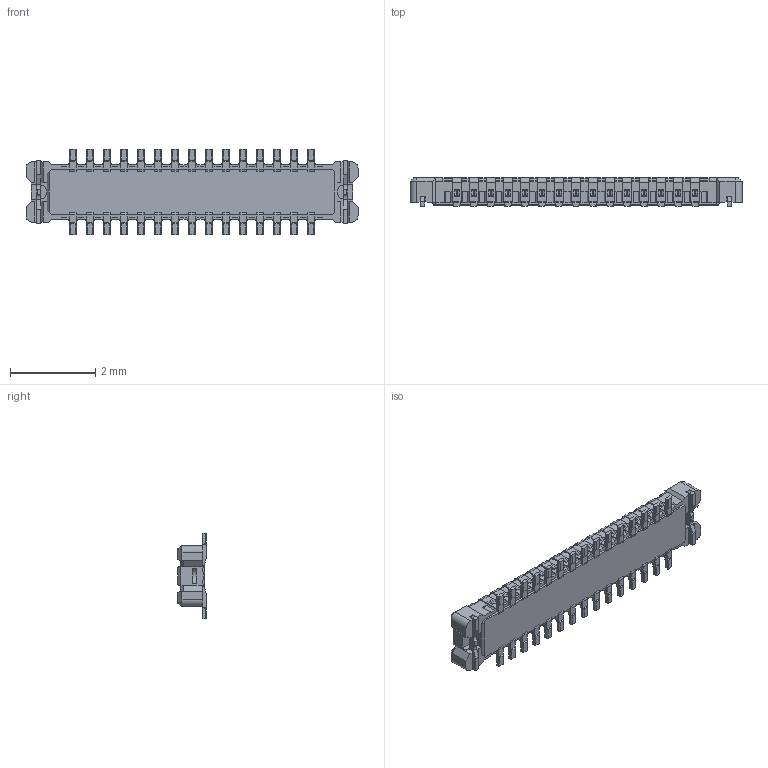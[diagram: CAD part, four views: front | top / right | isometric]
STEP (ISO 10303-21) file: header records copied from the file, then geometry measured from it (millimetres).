
FILE_DESCRIPTION((''),'2;1');
FILE_NAME('P-I-Y','2017-01-19T',('eng305'),(''),'PRO/ENGINEER BY PARAMETRIC TECHNOLOGY CORPORATION, 2010280','PRO/ENGINEER BY PARAMETRIC TECHNOLOGY CORPORATION, 2010280','');
FILE_SCHEMA(('CONFIG_CONTROL_DESIGN', 'GEOMETRIC_VALIDATION_PROPERTIES_MIM'));
Length unit declared in the file: millimetre
Products named in the file (1): P-I-Y
Bounding box: 7.8 x 0.67 x 2 mm (x, y, z)
Volume: 3.4 mm3; surface area: 47.2 mm2
Topology: 1 solids, 1 shells, 1648 faces, 4306 edges, 2696 vertices
Faces by surface type: plane 1408, cylinder 220, bspline 8, torus 8, cone 4
Entity records: 62930 total; most frequent: CARTESIAN_POINT 9298, ORIENTED_EDGE 8612, DIRECTION 7886, PRESENTATION_STYLE_ASSIGNMENT 4321, STYLED_ITEM 4307, CURVE_STYLE 4306, EDGE_CURVE 4306, VECTOR 3750
